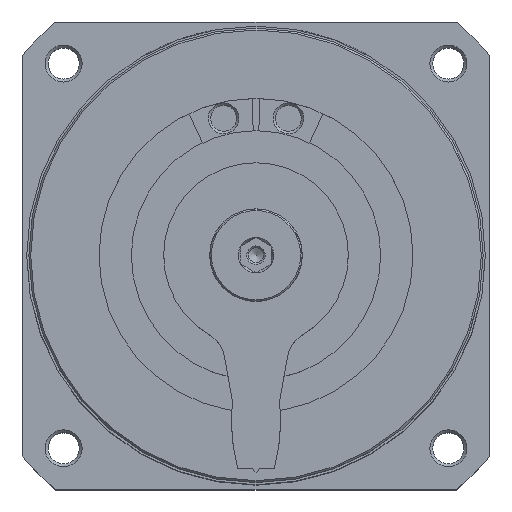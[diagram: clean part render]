
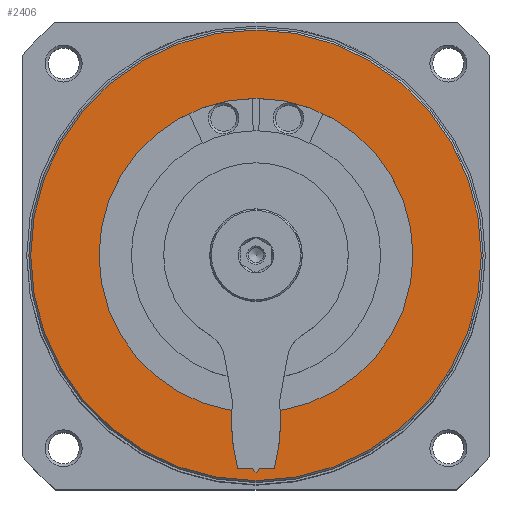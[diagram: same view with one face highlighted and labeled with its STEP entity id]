
A CAD part, top view. The second image highlights one B-rep face of the part: STEP entity #2406.
In plain terms, the highlighted face is planar.
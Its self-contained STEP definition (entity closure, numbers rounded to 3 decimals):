
#518=ORIENTED_EDGE('',*,*,#1071,.F.);
#519=ORIENTED_EDGE('',*,*,#1072,.T.);
#1071=EDGE_CURVE('',#1360,#1360,#1588,.T.);
#1072=EDGE_CURVE('',#1361,#1361,#1589,.T.);
#1360=VERTEX_POINT('',#3942);
#1361=VERTEX_POINT('',#3944);
#1588=CIRCLE('',#2665,73.2);
#1589=CIRCLE('',#2666,51.);
#1771=EDGE_LOOP('',(#518));
#1772=EDGE_LOOP('',(#519));
#2068=FACE_BOUND('',#1771,.T.);
#2069=FACE_BOUND('',#1772,.T.);
#2321=PLANE('',#2664);
#2406=ADVANCED_FACE('',(#2068,#2069),#2321,.F.);
#2664=AXIS2_PLACEMENT_3D('',#3940,#3100,#3101);
#2665=AXIS2_PLACEMENT_3D('',#3941,#3102,#3103);
#2666=AXIS2_PLACEMENT_3D('',#3943,#3104,#3105);
#3100=DIRECTION('',(1.,0.,0.));
#3101=DIRECTION('',(0.,0.,-1.));
#3102=DIRECTION('',(1.,0.,0.));
#3103=DIRECTION('',(0.,0.,-1.));
#3104=DIRECTION('',(1.,0.,0.));
#3105=DIRECTION('',(0.,0.,-1.));
#3940=CARTESIAN_POINT('',(-141.,0.,0.));
#3941=CARTESIAN_POINT('',(-141.,0.,0.));
#3942=CARTESIAN_POINT('',(-141.,0.,-73.2));
#3943=CARTESIAN_POINT('',(-141.,0.,0.));
#3944=CARTESIAN_POINT('',(-141.,0.,-51.));
